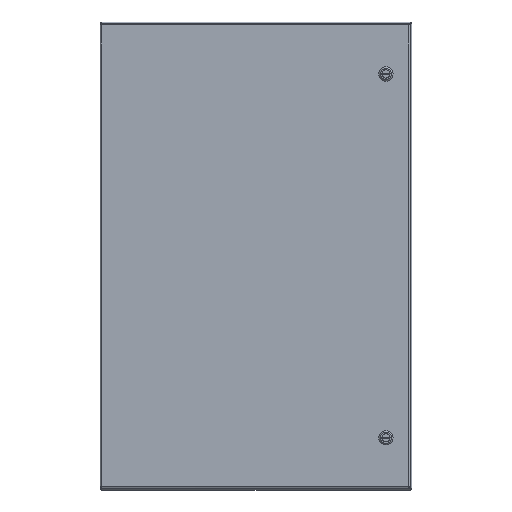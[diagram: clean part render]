
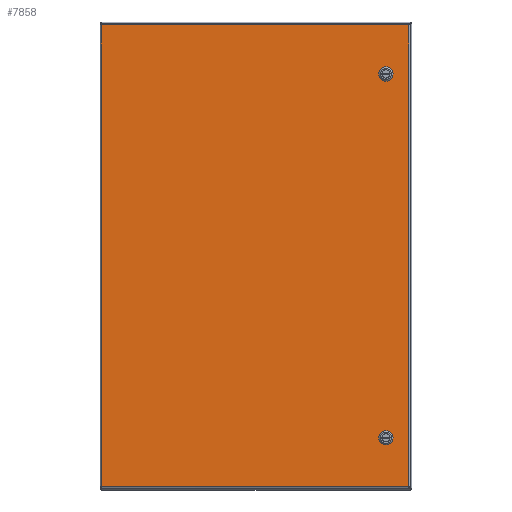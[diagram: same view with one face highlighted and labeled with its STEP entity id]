
A CAD part, top view. The second image highlights one B-rep face of the part: STEP entity #7858.
In plain terms, the highlighted face is planar.
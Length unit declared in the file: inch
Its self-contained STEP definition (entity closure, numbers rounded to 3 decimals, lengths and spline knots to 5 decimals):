
#5783=CARTESIAN_POINT('',(2.08762,4.275,0.0));
#5784=VERTEX_POINT('',#5783);
#5791=CARTESIAN_POINT('',(2.275,4.08762,0.0));
#5792=VERTEX_POINT('',#5791);
#5793=CARTESIAN_POINT('',(1.875,3.875,0.0));
#5794=DIRECTION('',(0.0,0.0,1.0));
#5795=DIRECTION('',(-0.469,-0.883,0.0));
#5796=AXIS2_PLACEMENT_3D('',#5793,#5794,#5795);
#5797=CIRCLE('',#5796,0.453);
#5798=EDGE_CURVE('',#5792,#5784,#5797,.T.);
#5823=CARTESIAN_POINT('',(2.275,3.66238,0.0));
#5824=VERTEX_POINT('',#5823);
#5825=CARTESIAN_POINT('',(2.275,3.66238,0.0));
#5826=DIRECTION('',(0.0,1.0,0.0));
#5827=VECTOR('',#5826,0.42525);
#5828=LINE('',#5825,#5827);
#5829=EDGE_CURVE('',#5824,#5792,#5828,.T.);
#5855=CARTESIAN_POINT('',(2.08762,3.475,0.0));
#5856=VERTEX_POINT('',#5855);
#5857=CARTESIAN_POINT('',(1.875,3.875,0.0));
#5858=DIRECTION('',(0.0,0.0,1.0));
#5859=DIRECTION('',(-0.883,0.469,0.0));
#5860=AXIS2_PLACEMENT_3D('',#5857,#5858,#5859);
#5861=CIRCLE('',#5860,0.453);
#5862=EDGE_CURVE('',#5856,#5824,#5861,.T.);
#5887=CARTESIAN_POINT('',(1.66238,3.475,0.0));
#5888=VERTEX_POINT('',#5887);
#5889=CARTESIAN_POINT('',(1.66238,3.475,0.0));
#5890=DIRECTION('',(1.0,0.0,0.0));
#5891=VECTOR('',#5890,0.42525);
#5892=LINE('',#5889,#5891);
#5893=EDGE_CURVE('',#5888,#5856,#5892,.T.);
#5919=CARTESIAN_POINT('',(1.475,3.66238,0.0));
#5920=VERTEX_POINT('',#5919);
#5921=CARTESIAN_POINT('',(1.875,3.875,0.0));
#5922=DIRECTION('',(0.0,0.0,1.0));
#5923=DIRECTION('',(0.469,0.883,0.0));
#5924=AXIS2_PLACEMENT_3D('',#5921,#5922,#5923);
#5925=CIRCLE('',#5924,0.453);
#5926=EDGE_CURVE('',#5920,#5888,#5925,.T.);
#5951=CARTESIAN_POINT('',(1.475,4.08762,0.0));
#5952=VERTEX_POINT('',#5951);
#5953=CARTESIAN_POINT('',(1.475,4.08762,0.0));
#5954=DIRECTION('',(0.0,-1.0,0.0));
#5955=VECTOR('',#5954,0.42525);
#5956=LINE('',#5953,#5955);
#5957=EDGE_CURVE('',#5952,#5920,#5956,.T.);
#5983=CARTESIAN_POINT('',(1.66238,4.275,0.0));
#5984=VERTEX_POINT('',#5983);
#5985=CARTESIAN_POINT('',(1.875,3.875,0.0));
#5986=DIRECTION('',(0.0,0.0,1.0));
#5987=DIRECTION('',(0.883,-0.469,0.0));
#5988=AXIS2_PLACEMENT_3D('',#5985,#5986,#5987);
#5989=CIRCLE('',#5988,0.453);
#5990=EDGE_CURVE('',#5984,#5952,#5989,.T.);
#6013=CARTESIAN_POINT('',(2.08762,4.275,0.0));
#6014=DIRECTION('',(-1.0,0.0,0.0));
#6015=VECTOR('',#6014,0.42525);
#6016=LINE('',#6013,#6015);
#6017=EDGE_CURVE('',#5784,#5984,#6016,.T.);
#6039=CARTESIAN_POINT('',(2.08762,32.275,0.0));
#6040=VERTEX_POINT('',#6039);
#6047=CARTESIAN_POINT('',(2.275,32.08762,0.0));
#6048=VERTEX_POINT('',#6047);
#6049=CARTESIAN_POINT('',(1.875,31.875,0.0));
#6050=DIRECTION('',(0.0,0.0,1.0));
#6051=DIRECTION('',(-0.469,-0.883,0.0));
#6052=AXIS2_PLACEMENT_3D('',#6049,#6050,#6051);
#6053=CIRCLE('',#6052,0.453);
#6054=EDGE_CURVE('',#6048,#6040,#6053,.T.);
#6079=CARTESIAN_POINT('',(2.275,31.66238,0.0));
#6080=VERTEX_POINT('',#6079);
#6081=CARTESIAN_POINT('',(2.275,31.66238,0.0));
#6082=DIRECTION('',(0.0,1.0,0.0));
#6083=VECTOR('',#6082,0.42525);
#6084=LINE('',#6081,#6083);
#6085=EDGE_CURVE('',#6080,#6048,#6084,.T.);
#6111=CARTESIAN_POINT('',(2.08762,31.475,0.0));
#6112=VERTEX_POINT('',#6111);
#6113=CARTESIAN_POINT('',(1.875,31.875,0.0));
#6114=DIRECTION('',(0.0,0.0,1.0));
#6115=DIRECTION('',(-0.883,0.469,0.0));
#6116=AXIS2_PLACEMENT_3D('',#6113,#6114,#6115);
#6117=CIRCLE('',#6116,0.453);
#6118=EDGE_CURVE('',#6112,#6080,#6117,.T.);
#6143=CARTESIAN_POINT('',(1.66238,31.475,0.0));
#6144=VERTEX_POINT('',#6143);
#6145=CARTESIAN_POINT('',(1.66238,31.475,0.0));
#6146=DIRECTION('',(1.0,0.0,0.0));
#6147=VECTOR('',#6146,0.42525);
#6148=LINE('',#6145,#6147);
#6149=EDGE_CURVE('',#6144,#6112,#6148,.T.);
#6175=CARTESIAN_POINT('',(1.475,31.66238,0.0));
#6176=VERTEX_POINT('',#6175);
#6177=CARTESIAN_POINT('',(1.875,31.875,0.0));
#6178=DIRECTION('',(0.0,0.0,1.0));
#6179=DIRECTION('',(0.469,0.883,0.0));
#6180=AXIS2_PLACEMENT_3D('',#6177,#6178,#6179);
#6181=CIRCLE('',#6180,0.453);
#6182=EDGE_CURVE('',#6176,#6144,#6181,.T.);
#6207=CARTESIAN_POINT('',(1.475,32.08762,0.0));
#6208=VERTEX_POINT('',#6207);
#6209=CARTESIAN_POINT('',(1.475,32.08762,0.0));
#6210=DIRECTION('',(0.0,-1.0,0.0));
#6211=VECTOR('',#6210,0.42525);
#6212=LINE('',#6209,#6211);
#6213=EDGE_CURVE('',#6208,#6176,#6212,.T.);
#6239=CARTESIAN_POINT('',(1.66238,32.275,0.0));
#6240=VERTEX_POINT('',#6239);
#6241=CARTESIAN_POINT('',(1.875,31.875,0.0));
#6242=DIRECTION('',(0.0,0.0,1.0));
#6243=DIRECTION('',(0.883,-0.469,0.0));
#6244=AXIS2_PLACEMENT_3D('',#6241,#6242,#6243);
#6245=CIRCLE('',#6244,0.453);
#6246=EDGE_CURVE('',#6240,#6208,#6245,.T.);
#6269=CARTESIAN_POINT('',(2.08762,32.275,0.0));
#6270=DIRECTION('',(-1.0,0.0,0.0));
#6271=VECTOR('',#6270,0.42525);
#6272=LINE('',#6269,#6271);
#6273=EDGE_CURVE('',#6040,#6240,#6272,.T.);
#6856=CARTESIAN_POINT('',(23.76975,0.10525,0.));
#6857=VERTEX_POINT('',#6856);
#6868=CARTESIAN_POINT('',(23.76975,35.64475,0.));
#6869=VERTEX_POINT('',#6868);
#6870=CARTESIAN_POINT('',(23.76975,35.64475,0.0));
#6871=DIRECTION('',(0.0,-1.0,0.0));
#6872=VECTOR('',#6871,35.5395);
#6873=LINE('',#6870,#6872);
#6874=EDGE_CURVE('',#6869,#6857,#6873,.T.);
#7026=CARTESIAN_POINT('',(0.10525,0.10525,0.));
#7027=VERTEX_POINT('',#7026);
#7038=CARTESIAN_POINT('',(23.76975,0.10525,0.0));
#7039=DIRECTION('',(-1.0,0.0,0.0));
#7040=VECTOR('',#7039,23.6645);
#7041=LINE('',#7038,#7040);
#7042=EDGE_CURVE('',#6857,#7027,#7041,.T.);
#7303=CARTESIAN_POINT('',(0.10525,35.64475,0.));
#7304=VERTEX_POINT('',#7303);
#7315=CARTESIAN_POINT('',(0.10525,0.10525,0.0));
#7316=DIRECTION('',(0.0,1.0,0.0));
#7317=VECTOR('',#7316,35.5395);
#7318=LINE('',#7315,#7317);
#7319=EDGE_CURVE('',#7027,#7304,#7318,.T.);
#7584=CARTESIAN_POINT('',(0.10525,35.64475,0.0));
#7585=DIRECTION('',(1.0,0.0,0.0));
#7586=VECTOR('',#7585,23.6645);
#7587=LINE('',#7584,#7586);
#7588=EDGE_CURVE('',#7304,#6869,#7587,.T.);
#7827=CARTESIAN_POINT('',(11.9375,17.875,0.0));
#7828=DIRECTION('',(0.0,0.0,1.0));
#7829=DIRECTION('',(1.0,0.0,0.0));
#7830=AXIS2_PLACEMENT_3D('',#7827,#7828,#7829);
#7831=PLANE('',#7830);
#7832=ORIENTED_EDGE('',*,*,#6874,.T.);
#7833=ORIENTED_EDGE('',*,*,#7042,.T.);
#7834=ORIENTED_EDGE('',*,*,#7319,.T.);
#7835=ORIENTED_EDGE('',*,*,#7588,.T.);
#7836=EDGE_LOOP('',(#7832,#7833,#7834,#7835));
#7837=FACE_OUTER_BOUND('',#7836,.T.);
#7838=ORIENTED_EDGE('',*,*,#5798,.T.);
#7839=ORIENTED_EDGE('',*,*,#6017,.T.);
#7840=ORIENTED_EDGE('',*,*,#5990,.T.);
#7841=ORIENTED_EDGE('',*,*,#5957,.T.);
#7842=ORIENTED_EDGE('',*,*,#5926,.T.);
#7843=ORIENTED_EDGE('',*,*,#5893,.T.);
#7844=ORIENTED_EDGE('',*,*,#5862,.T.);
#7845=ORIENTED_EDGE('',*,*,#5829,.T.);
#7846=EDGE_LOOP('',(#7838,#7839,#7840,#7841,#7842,#7843,#7844,#7845));
#7847=FACE_BOUND('',#7846,.T.);
#7848=ORIENTED_EDGE('',*,*,#6054,.T.);
#7849=ORIENTED_EDGE('',*,*,#6273,.T.);
#7850=ORIENTED_EDGE('',*,*,#6246,.T.);
#7851=ORIENTED_EDGE('',*,*,#6213,.T.);
#7852=ORIENTED_EDGE('',*,*,#6182,.T.);
#7853=ORIENTED_EDGE('',*,*,#6149,.T.);
#7854=ORIENTED_EDGE('',*,*,#6118,.T.);
#7855=ORIENTED_EDGE('',*,*,#6085,.T.);
#7856=EDGE_LOOP('',(#7848,#7849,#7850,#7851,#7852,#7853,#7854,#7855));
#7857=FACE_BOUND('',#7856,.T.);
#7858=ADVANCED_FACE('',(#7837,#7847,#7857),#7831,.F.);
